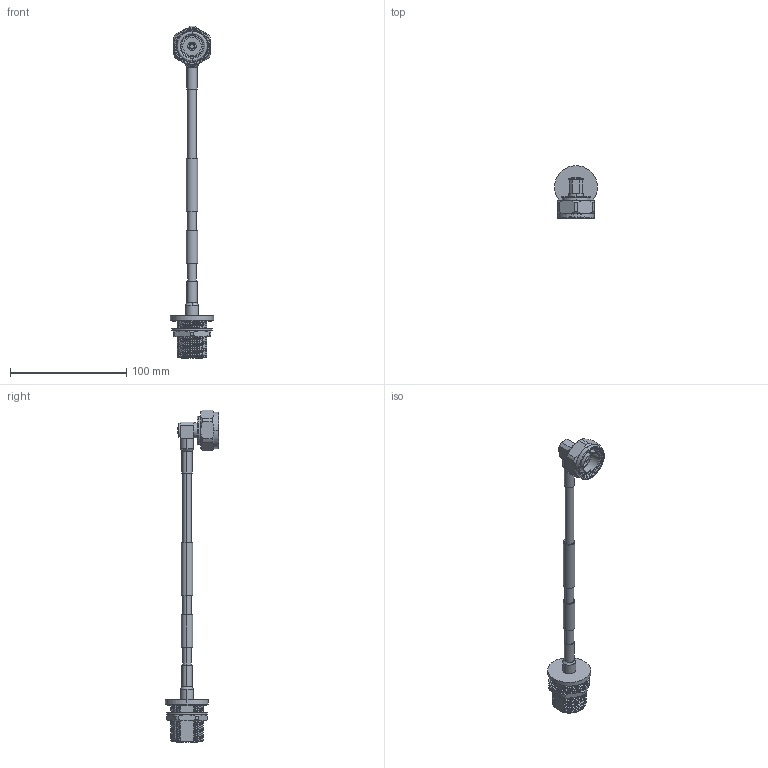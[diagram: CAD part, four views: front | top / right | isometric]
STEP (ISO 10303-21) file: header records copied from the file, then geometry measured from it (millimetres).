
FILE_DESCRIPTION (( 'STEP AP214' ), '1' );
FILE_NAME ('PE3C7841.step', '2021-02-09T19:15:24', ( '' ), ( '' ), 'SwSTEP 2.0', 'SolidWorks 2018', '' );
FILE_SCHEMA (( 'AUTOMOTIVE_DESIGN' ));
Length unit declared in the file: inch
Products named in the file (5): PE45661^PE3C7841; PE45663^PE3C7841; Heat Shrink^PE3C7841; PE-1/4SFHC^PE3C7841; PE3C7841
Assembly tree (5 placements, depth 2):
  PE3C7841
    PE-1/4SFHC^PE3C7841
    Heat Shrink^PE3C7841  x2
    PE45661^PE3C7841
    PE45663^PE3C7841
Bounding box: 37 x 45.63 x 285.41 mm (x, y, z)
Volume: 46608.1 mm3; surface area: 27201.9 mm2
Topology: 8 solids, 9 shells, 574 faces, 1539 edges, 1003 vertices
Faces by surface type: bspline 208, cylinder 170, plane 117, cone 61, torus 18
Entity records: 111834 total; most frequent: CARTESIAN_POINT 99515, ORIENTED_EDGE 3042, DIRECTION 1896, EDGE_CURVE 1521, VERTEX_POINT 991, AXIS2_PLACEMENT_3D 719, EDGE_LOOP 598, ADVANCED_FACE 566
